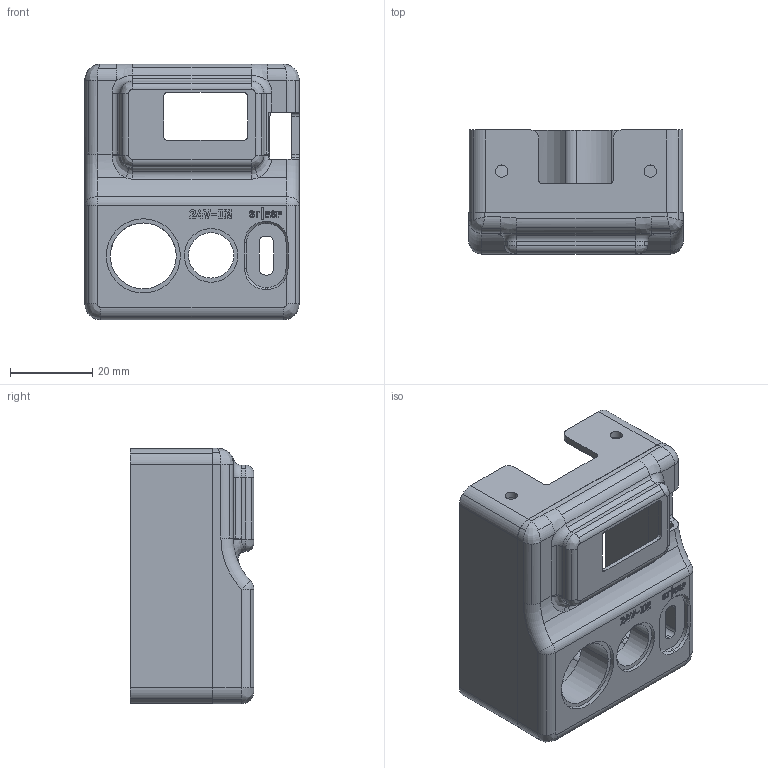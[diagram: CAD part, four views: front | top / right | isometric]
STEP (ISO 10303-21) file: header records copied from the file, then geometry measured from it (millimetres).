
FILE_DESCRIPTION (( 'STEP AP203' ), '1' );
FILE_NAME ('RF_FIX_3MCTR.STEP', '2023-12-22T13:08:58', ( '' ), ( '' ), 'SwSTEP 2.0', 'SolidWorks 2022', '' );
FILE_SCHEMA (( 'CONFIG_CONTROL_DESIGN' ));
Length unit declared in the file: millimetre
Products named in the file (1): RF_FIX_3MCTR
Bounding box: 52 x 30 x 62 mm (x, y, z)
Volume: 24105.9 mm3; surface area: 17418.8 mm2
Topology: 1 solids, 1 shells, 532 faces, 1447 edges, 936 vertices
Faces by surface type: plane 204, cylinder 188, bspline 111, torus 11, sphere 10, cone 8
Entity records: 18369 total; most frequent: CARTESIAN_POINT 5324, ORIENTED_EDGE 2886, DIRECTION 2446, EDGE_CURVE 1443, VERTEX_POINT 936, AXIS2_PLACEMENT_3D 825, LINE 796, VECTOR 796
